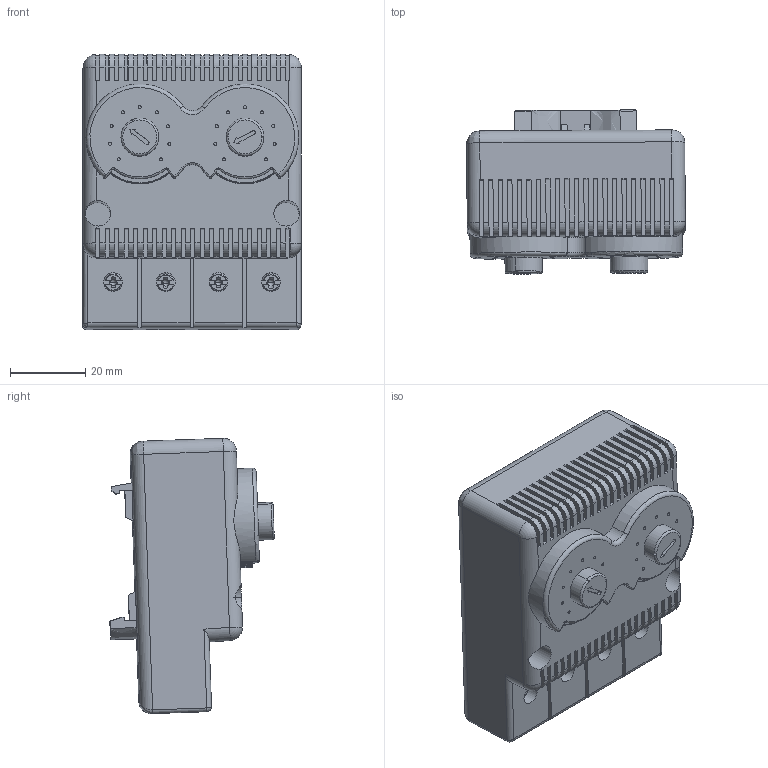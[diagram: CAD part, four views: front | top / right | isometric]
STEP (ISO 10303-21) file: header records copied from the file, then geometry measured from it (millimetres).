
FILE_DESCRIPTION((''),'2;1');
FILE_NAME('001344002_EF_TER2_NCNO_ASM','2024-08-26T09:43:17',('klemen.sitar'),('Audax d.o.o.'),'CREO PARAMETRIC BY PTC INC, 2021304','CREO PARAMETRIC BY PTC INC, 2021304','');
FILE_SCHEMA(('AP242_MANAGED_MODEL_BASED_3D_ENGINEERING_MIM_LF { 1 0 10303 442 1 1 4 }'));
Products named in the file (9): PRT0009_1; TYPE_1___FI-5_25MM_1_1; PRT0007_1_1; PRT0008_1_1; 001344000_EF_TER_NC_ASM_1_ASM; PRT0007_1_1_1; PRT0008_1_1_1; OIU_ASM_1_ASM; 001344002_EF_TER2_NCNO_ASM
Assembly tree (11 placements, depth 3):
  001344002_EF_TER2_NCNO_ASM
    PRT0009_1
    TYPE_1___FI-5_25MM_1_1  x4
    001344000_EF_TER_NC_ASM_1_ASM
      PRT0007_1_1
      PRT0008_1_1
    OIU_ASM_1_ASM
      PRT0007_1_1_1
      PRT0008_1_1_1
Bounding box: 58.11 x 43.71 x 73.22 mm (x, y, z)
Volume: 108793.7 mm3; surface area: 29081.6 mm2
Topology: 7 solids, 25 shells, 1828 faces, 5359 edges, 3568 vertices
Faces by surface type: plane 1283, cylinder 445, cone 32, bspline 30, torus 22, sphere 12, extrusion 4
Entity records: 73760 total; most frequent: CARTESIAN_POINT 11602, ORIENTED_EDGE 9926, DIRECTION 9205, PRESENTATION_STYLE_ASSIGNMENT 5020, STYLED_ITEM 5012, CURVE_STYLE 4981, EDGE_CURVE 4981, VECTOR 3951
